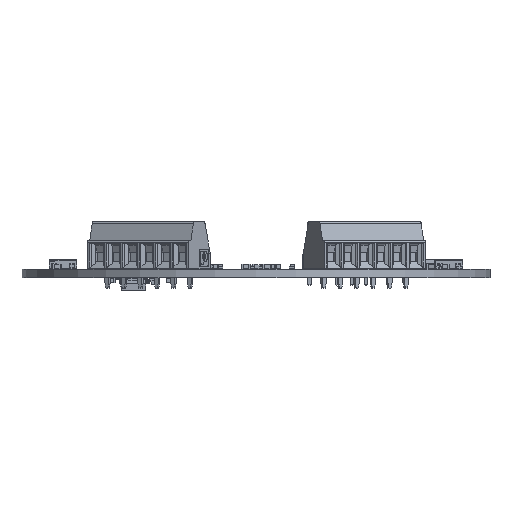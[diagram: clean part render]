
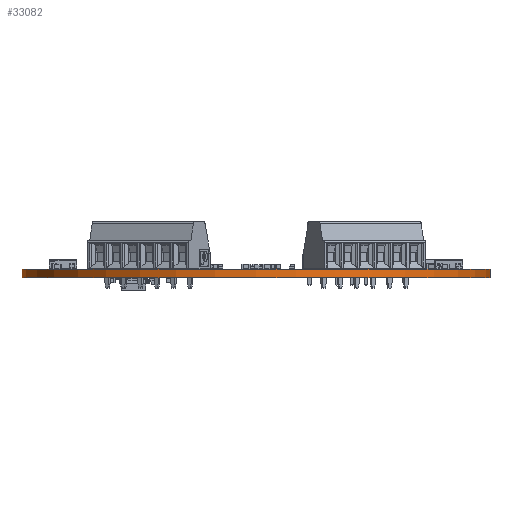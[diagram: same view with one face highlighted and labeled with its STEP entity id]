
A CAD part, front view. The second image highlights one B-rep face of the part: STEP entity #33082.
In plain terms, the highlighted cylindrical face has radius 42.186 mm (diameter 84.373 mm), a partial arc.
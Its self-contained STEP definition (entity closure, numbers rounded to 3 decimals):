
#28068 = VERTEX_POINT('',#28069);
#28069 = CARTESIAN_POINT('',(117.419,-63.06,0.));
#28075 = EDGE_CURVE('',#28076,#28068,#28078,.T.);
#28076 = VERTEX_POINT('',#28077);
#28077 = CARTESIAN_POINT('',(160.985,-63.094,0.));
#28078 = CIRCLE('',#28079,42.186);
#28079 = AXIS2_PLACEMENT_3D('',#28080,#28081,#28082);
#28080 = CARTESIAN_POINT('',(139.174,-99.204,0.));
#28081 = DIRECTION('',(0.,0.,-1.));
#28082 = DIRECTION('',(0.517,0.856,0.));
#29828 = VERTEX_POINT('',#29829);
#29829 = CARTESIAN_POINT('',(117.419,-63.06,1.6));
#29835 = EDGE_CURVE('',#29836,#29828,#29838,.T.);
#29836 = VERTEX_POINT('',#29837);
#29837 = CARTESIAN_POINT('',(160.985,-63.094,1.6));
#29838 = CIRCLE('',#29839,42.186);
#29839 = AXIS2_PLACEMENT_3D('',#29840,#29841,#29842);
#29840 = CARTESIAN_POINT('',(139.174,-99.204,1.6));
#29841 = DIRECTION('',(0.,0.,-1.));
#29842 = DIRECTION('',(0.517,0.856,0.));
#33054 = EDGE_CURVE('',#28076,#29836,#33055,.T.);
#33055 = LINE('',#33056,#33057);
#33056 = CARTESIAN_POINT('',(160.985,-63.094,0.));
#33057 = VECTOR('',#33058,1.);
#33058 = DIRECTION('',(0.,0.,1.));
#33082 = ADVANCED_FACE('',(#33083),#33094,.T.);
#33083 = FACE_BOUND('',#33084,.T.);
#33084 = EDGE_LOOP('',(#33085,#33086,#33087,#33093));
#33085 = ORIENTED_EDGE('',*,*,#33054,.T.);
#33086 = ORIENTED_EDGE('',*,*,#29835,.T.);
#33087 = ORIENTED_EDGE('',*,*,#33088,.F.);
#33088 = EDGE_CURVE('',#28068,#29828,#33089,.T.);
#33089 = LINE('',#33090,#33091);
#33090 = CARTESIAN_POINT('',(117.419,-63.06,0.));
#33091 = VECTOR('',#33092,1.);
#33092 = DIRECTION('',(0.,0.,1.));
#33093 = ORIENTED_EDGE('',*,*,#28075,.F.);
#33094 = CYLINDRICAL_SURFACE('',#33095,42.186);
#33095 = AXIS2_PLACEMENT_3D('',#33096,#33097,#33098);
#33096 = CARTESIAN_POINT('',(139.174,-99.204,0.));
#33097 = DIRECTION('',(0.,0.,-1.));
#33098 = DIRECTION('',(0.517,0.856,0.));
